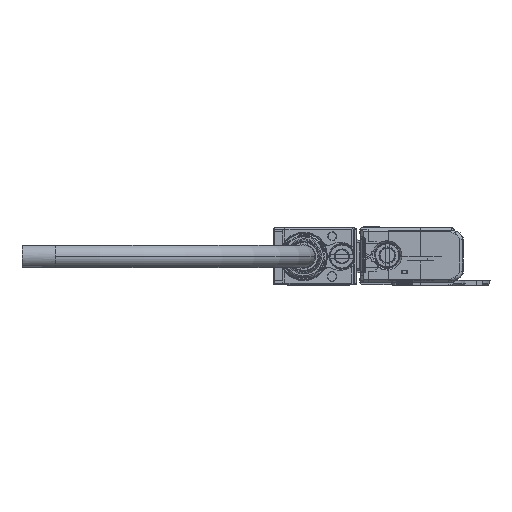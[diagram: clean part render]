
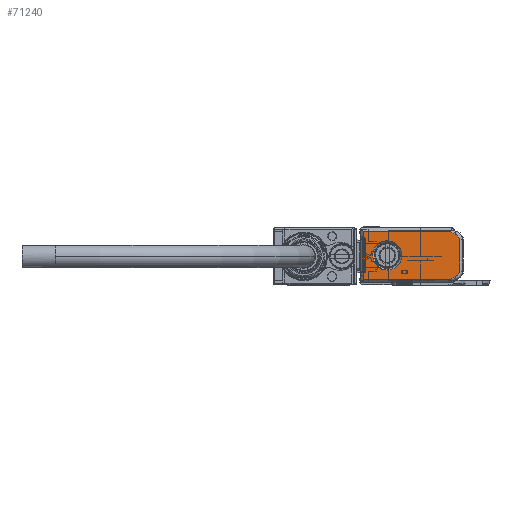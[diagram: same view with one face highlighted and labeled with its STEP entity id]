
A CAD part, left-side view. The second image highlights one B-rep face of the part: STEP entity #71240.
In plain terms, the highlighted planar face has unit normal (-1, 0, 0).
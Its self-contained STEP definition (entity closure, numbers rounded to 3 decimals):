
#71148=AXIS2_PLACEMENT_3D('Plane Axis2P3D',#71145,#71146,#71147) ;
#71172=AXIS2_PLACEMENT_3D('Circle Axis2P3D',#71170,#71171,$) ;
#71186=AXIS2_PLACEMENT_3D('Circle Axis2P3D',#71184,#71185,$) ;
#71216=AXIS2_PLACEMENT_3D('Circle Axis2P3D',#71214,#71215,$) ;
#71225=AXIS2_PLACEMENT_3D('Circle Axis2P3D',#71223,#71224,$) ;
#71232=AXIS2_PLACEMENT_3D('Circle Axis2P3D',#71230,#71231,$) ;
#68275=CARTESIAN_POINT('Vertex',(-2176.,30.2,0.2)) ;
#68284=CARTESIAN_POINT('Vertex',(-2176.,3.814,0.2)) ;
#68287=CARTESIAN_POINT('Line Origine',(-2176.,15.7,0.2)) ;
#68466=CARTESIAN_POINT('Vertex',(-2176.,30.2,14.8)) ;
#68469=CARTESIAN_POINT('Line Origine',(-2176.,30.2,7.5)) ;
#68564=CARTESIAN_POINT('Vertex',(-2176.,3.814,14.8)) ;
#68567=CARTESIAN_POINT('Line Origine',(-2176.,15.7,14.8)) ;
#68628=CARTESIAN_POINT('Line Origine',(-2176.,1.067,12.053)) ;
#68632=CARTESIAN_POINT('Vertex',(-2176.,3.119,14.104)) ;
#71145=CARTESIAN_POINT('Axis2P3D Location',(-2176.,0.2,7.5)) ;
#71150=CARTESIAN_POINT('Line Origine',(-2176.,3.466,0.548)) ;
#71154=CARTESIAN_POINT('Vertex',(-2176.,3.119,0.896)) ;
#71158=CARTESIAN_POINT('Control Point',(-2176.,3.119,0.896)) ;
#71159=CARTESIAN_POINT('Control Point',(-2176.,3.044,0.97)) ;
#71160=CARTESIAN_POINT('Control Point',(-2176.,2.961,1.035)) ;
#71161=CARTESIAN_POINT('Control Point',(-2176.,2.87,1.089)) ;
#71162=CARTESIAN_POINT('Control Point',(-2176.,2.748,1.142)) ;
#71163=CARTESIAN_POINT('Control Point',(-2176.,2.621,1.175)) ;
#71164=CARTESIAN_POINT('Control Point',(-2176.,2.596,1.18)) ;
#71165=CARTESIAN_POINT('Control Point',(-2176.,2.57,1.185)) ;
#71166=CARTESIAN_POINT('Control Point',(-2176.,2.544,1.19)) ;
#71167=CARTESIAN_POINT('Vertex',(-2176.,2.544,1.19)) ;
#71170=CARTESIAN_POINT('Axis2P3D Location',(-2176.,2.8,2.769)) ;
#71174=CARTESIAN_POINT('Vertex',(-2176.,1.2,2.769)) ;
#71177=CARTESIAN_POINT('Line Origine',(-2176.,1.2,7.5)) ;
#71181=CARTESIAN_POINT('Vertex',(-2176.,1.2,12.231)) ;
#71184=CARTESIAN_POINT('Axis2P3D Location',(-2176.,2.8,12.231)) ;
#71188=CARTESIAN_POINT('Vertex',(-2176.,2.544,13.81)) ;
#71192=CARTESIAN_POINT('Control Point',(-2176.,2.544,13.81)) ;
#71193=CARTESIAN_POINT('Control Point',(-2176.,2.648,13.827)) ;
#71194=CARTESIAN_POINT('Control Point',(-2176.,2.749,13.857)) ;
#71195=CARTESIAN_POINT('Control Point',(-2176.,2.846,13.899)) ;
#71196=CARTESIAN_POINT('Control Point',(-2176.,2.96,13.967)) ;
#71197=CARTESIAN_POINT('Control Point',(-2176.,3.061,14.05)) ;
#71198=CARTESIAN_POINT('Control Point',(-2176.,3.081,14.068)) ;
#71199=CARTESIAN_POINT('Control Point',(-2176.,3.1,14.086)) ;
#71200=CARTESIAN_POINT('Control Point',(-2176.,3.119,14.104)) ;
#71214=CARTESIAN_POINT('Axis2P3D Location',(-2176.,23.,7.5)) ;
#71218=CARTESIAN_POINT('Vertex',(-2176.,23.,11.9)) ;
#71220=CARTESIAN_POINT('Vertex',(-2176.,23.,3.1)) ;
#71223=CARTESIAN_POINT('Axis2P3D Location',(-2176.,23.,7.5)) ;
#71227=CARTESIAN_POINT('Vertex',(-2176.,24.895,11.471)) ;
#71230=CARTESIAN_POINT('Axis2P3D Location',(-2176.,23.,7.5)) ;
#68288=DIRECTION('Vector Direction',(0.,-1.,0.)) ;
#68470=DIRECTION('Vector Direction',(0.,0.,-1.)) ;
#68568=DIRECTION('Vector Direction',(0.,1.,0.)) ;
#68629=DIRECTION('Vector Direction',(0.,0.707,0.707)) ;
#71146=DIRECTION('Axis2P3D Direction',(1.,0.,0.)) ;
#71147=DIRECTION('Axis2P3D XDirection',(0.,0.,1.)) ;
#71151=DIRECTION('Vector Direction',(0.,-0.707,0.707)) ;
#71171=DIRECTION('Axis2P3D Direction',(1.,0.,0.)) ;
#71178=DIRECTION('Vector Direction',(0.,0.,1.)) ;
#71185=DIRECTION('Axis2P3D Direction',(1.,0.,0.)) ;
#71215=DIRECTION('Axis2P3D Direction',(1.,0.,0.)) ;
#71224=DIRECTION('Axis2P3D Direction',(1.,0.,0.)) ;
#71231=DIRECTION('Axis2P3D Direction',(1.,0.,0.)) ;
#68289=VECTOR('Line Direction',#68288,1.) ;
#68471=VECTOR('Line Direction',#68470,1.) ;
#68569=VECTOR('Line Direction',#68568,1.) ;
#68630=VECTOR('Line Direction',#68629,1.) ;
#71152=VECTOR('Line Direction',#71151,1.) ;
#71179=VECTOR('Line Direction',#71178,1.) ;
#71203=ORIENTED_EDGE('',*,*,#68571,.F.) ;
#71204=ORIENTED_EDGE('',*,*,#68473,.F.) ;
#71205=ORIENTED_EDGE('',*,*,#68291,.F.) ;
#71206=ORIENTED_EDGE('',*,*,#71156,.F.) ;
#71207=ORIENTED_EDGE('',*,*,#71169,.F.) ;
#71208=ORIENTED_EDGE('',*,*,#71176,.F.) ;
#71209=ORIENTED_EDGE('',*,*,#71183,.F.) ;
#71210=ORIENTED_EDGE('',*,*,#71190,.F.) ;
#71211=ORIENTED_EDGE('',*,*,#71201,.F.) ;
#71212=ORIENTED_EDGE('',*,*,#68634,.F.) ;
#71236=ORIENTED_EDGE('',*,*,#71222,.T.) ;
#71237=ORIENTED_EDGE('',*,*,#71229,.T.) ;
#71238=ORIENTED_EDGE('',*,*,#71234,.T.) ;
#71239=FACE_BOUND('',#71235,.T.) ;
#71240=ADVANCED_FACE('Brep With Voids',(#71213,#71239),#71149,.F.) ;
#71157=B_SPLINE_CURVE_WITH_KNOTS('',5,(#71158,#71159,#71160,#71161,#71162,#71163,#71164,#71165,#71166),.UNSPECIFIED.,.F.,.U.,(6,3,6),(0.,0.743,0.929),.UNSPECIFIED.) ;
#71191=B_SPLINE_CURVE_WITH_KNOTS('',5,(#71192,#71193,#71194,#71195,#71196,#71197,#71198,#71199,#71200),.UNSPECIFIED.,.F.,.U.,(6,3,6),(0.,0.743,0.929),.UNSPECIFIED.) ;
#71173=CIRCLE('generated circle',#71172,1.6) ;
#71187=CIRCLE('generated circle',#71186,1.6) ;
#71217=CIRCLE('generated circle',#71216,4.4) ;
#71226=CIRCLE('generated circle',#71225,4.4) ;
#71233=CIRCLE('generated circle',#71232,4.4) ;
#68291=EDGE_CURVE('',#68285,#68276,#68290,.F.) ;
#68473=EDGE_CURVE('',#68276,#68467,#68472,.F.) ;
#68571=EDGE_CURVE('',#68467,#68565,#68570,.F.) ;
#68634=EDGE_CURVE('',#68565,#68633,#68631,.F.) ;
#71156=EDGE_CURVE('',#71155,#68285,#71153,.F.) ;
#71169=EDGE_CURVE('',#71168,#71155,#71157,.F.) ;
#71176=EDGE_CURVE('',#71175,#71168,#71173,.T.) ;
#71183=EDGE_CURVE('',#71182,#71175,#71180,.F.) ;
#71190=EDGE_CURVE('',#71189,#71182,#71187,.T.) ;
#71201=EDGE_CURVE('',#68633,#71189,#71191,.F.) ;
#71222=EDGE_CURVE('',#71219,#71221,#71217,.T.) ;
#71229=EDGE_CURVE('',#71221,#71228,#71226,.T.) ;
#71234=EDGE_CURVE('',#71228,#71219,#71233,.T.) ;
#71202=EDGE_LOOP('',(#71203,#71204,#71205,#71206,#71207,#71208,#71209,#71210,#71211,#71212)) ;
#71235=EDGE_LOOP('',(#71236,#71237,#71238)) ;
#71213=FACE_OUTER_BOUND('',#71202,.T.) ;
#68290=LINE('Line',#68287,#68289) ;
#68472=LINE('Line',#68469,#68471) ;
#68570=LINE('Line',#68567,#68569) ;
#68631=LINE('Line',#68628,#68630) ;
#71153=LINE('Line',#71150,#71152) ;
#71180=LINE('Line',#71177,#71179) ;
#71149=PLANE('Plane',#71148) ;
#68276=VERTEX_POINT('',#68275) ;
#68285=VERTEX_POINT('',#68284) ;
#68467=VERTEX_POINT('',#68466) ;
#68565=VERTEX_POINT('',#68564) ;
#68633=VERTEX_POINT('',#68632) ;
#71155=VERTEX_POINT('',#71154) ;
#71168=VERTEX_POINT('',#71167) ;
#71175=VERTEX_POINT('',#71174) ;
#71182=VERTEX_POINT('',#71181) ;
#71189=VERTEX_POINT('',#71188) ;
#71219=VERTEX_POINT('',#71218) ;
#71221=VERTEX_POINT('',#71220) ;
#71228=VERTEX_POINT('',#71227) ;
